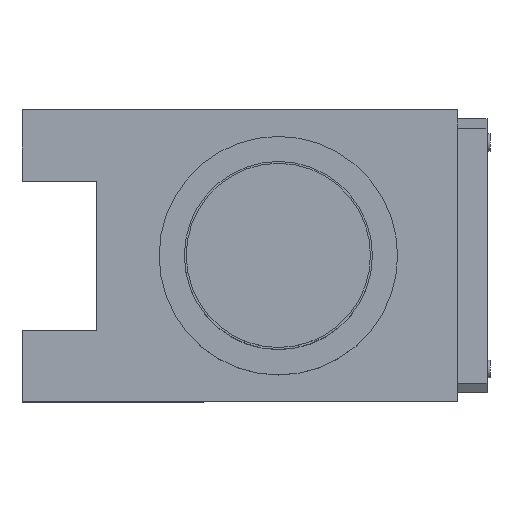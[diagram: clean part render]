
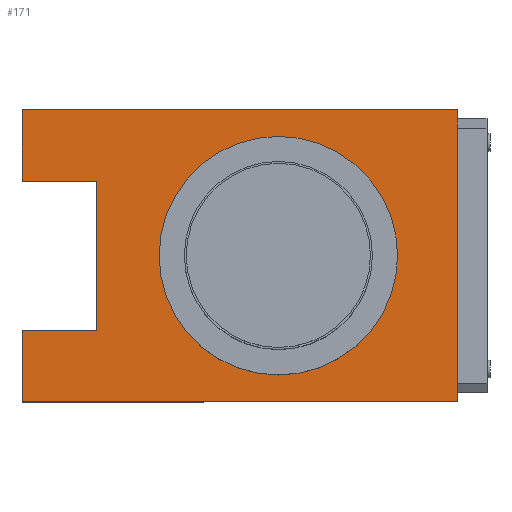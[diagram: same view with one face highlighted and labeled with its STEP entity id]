
A CAD part, top view. The second image highlights one B-rep face of the part: STEP entity #171.
In plain terms, the highlighted planar face has unit normal (0, 0, 1).
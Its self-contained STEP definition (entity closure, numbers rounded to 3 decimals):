
#82=LINE('',#824,#134);
#83=LINE('',#827,#135);
#84=LINE('',#829,#136);
#85=LINE('',#831,#137);
#86=LINE('',#833,#138);
#87=LINE('',#834,#139);
#88=LINE('',#836,#140);
#89=LINE('',#838,#141);
#90=LINE('',#840,#142);
#91=LINE('',#842,#143);
#134=VECTOR('',#664,1.);
#135=VECTOR('',#665,1.);
#136=VECTOR('',#666,1.);
#137=VECTOR('',#667,1.);
#138=VECTOR('',#668,1.);
#139=VECTOR('',#669,1.);
#140=VECTOR('',#670,1.);
#141=VECTOR('',#671,1.);
#142=VECTOR('',#672,1.);
#143=VECTOR('',#673,1.);
#171=ADVANCED_FACE('',(#229,#230),#203,.T.);
#203=PLANE('',#584);
#229=FACE_BOUND('',#255,.T.);
#230=FACE_BOUND('',#256,.T.);
#255=EDGE_LOOP('',(#318,#319,#320,#321,#322,#323,#324,#325,#326,#327));
#256=EDGE_LOOP('',(#328));
#318=ORIENTED_EDGE('',*,*,#489,.T.);
#319=ORIENTED_EDGE('',*,*,#490,.F.);
#320=ORIENTED_EDGE('',*,*,#491,.T.);
#321=ORIENTED_EDGE('',*,*,#492,.T.);
#322=ORIENTED_EDGE('',*,*,#493,.T.);
#323=ORIENTED_EDGE('',*,*,#494,.T.);
#324=ORIENTED_EDGE('',*,*,#495,.F.);
#325=ORIENTED_EDGE('',*,*,#496,.F.);
#326=ORIENTED_EDGE('',*,*,#497,.T.);
#327=ORIENTED_EDGE('',*,*,#498,.T.);
#328=ORIENTED_EDGE('',*,*,#499,.F.);
#440=VERTEX_POINT('',#820);
#441=VERTEX_POINT('',#825);
#442=VERTEX_POINT('',#826);
#443=VERTEX_POINT('',#828);
#444=VERTEX_POINT('',#830);
#445=VERTEX_POINT('',#832);
#446=VERTEX_POINT('',#835);
#447=VERTEX_POINT('',#837);
#448=VERTEX_POINT('',#839);
#449=VERTEX_POINT('',#841);
#450=VERTEX_POINT('',#844);
#489=EDGE_CURVE('',#441,#442,#82,.T.);
#490=EDGE_CURVE('',#443,#442,#83,.T.);
#491=EDGE_CURVE('',#443,#444,#84,.T.);
#492=EDGE_CURVE('',#444,#445,#85,.T.);
#493=EDGE_CURVE('',#445,#440,#86,.T.);
#494=EDGE_CURVE('',#440,#446,#87,.T.);
#495=EDGE_CURVE('',#447,#446,#88,.T.);
#496=EDGE_CURVE('',#448,#447,#89,.T.);
#497=EDGE_CURVE('',#448,#449,#90,.T.);
#498=EDGE_CURVE('',#449,#441,#91,.T.);
#499=EDGE_CURVE('',#450,#450,#533,.T.);
#533=CIRCLE('',#583,40.);
#583=AXIS2_PLACEMENT_3D('',#843,#674,#675);
#584=AXIS2_PLACEMENT_3D('',#845,#676,#677);
#664=DIRECTION('',(-1.,0.,0.));
#665=DIRECTION('',(0.,1.,0.));
#666=DIRECTION('',(1.,0.,0.));
#667=DIRECTION('',(0.,1.,0.));
#668=DIRECTION('',(0.,1.,0.));
#669=DIRECTION('',(0.,1.,0.));
#670=DIRECTION('',(1.,0.,0.));
#671=DIRECTION('',(0.,1.,0.));
#672=DIRECTION('',(1.,0.,0.));
#673=DIRECTION('',(0.,-1.,0.));
#674=DIRECTION('',(0.,0.,1.));
#675=DIRECTION('',(1.,0.,0.));
#676=DIRECTION('',(0.,0.,1.));
#677=DIRECTION('',(1.,0.,0.));
#820=CARTESIAN_POINT('',(60.,45.598,0.));
#824=CARTESIAN_POINT('',(-86.,-25.,0.));
#825=CARTESIAN_POINT('',(-61.,-25.,0.));
#826=CARTESIAN_POINT('',(-86.,-25.,0.));
#827=CARTESIAN_POINT('',(-86.,-49.,0.));
#828=CARTESIAN_POINT('',(-86.,-49.,0.));
#829=CARTESIAN_POINT('',(-86.,-49.,0.));
#830=CARTESIAN_POINT('',(60.,-49.,0.));
#831=CARTESIAN_POINT('',(60.,-49.,0.));
#832=CARTESIAN_POINT('',(60.,-45.598,0.));
#833=CARTESIAN_POINT('',(60.,-49.,0.));
#834=CARTESIAN_POINT('',(60.,-49.,0.));
#835=CARTESIAN_POINT('',(60.,49.,0.));
#836=CARTESIAN_POINT('',(-86.,49.,0.));
#837=CARTESIAN_POINT('',(-86.,49.,0.));
#838=CARTESIAN_POINT('',(-86.,-49.,0.));
#839=CARTESIAN_POINT('',(-86.,25.,0.));
#840=CARTESIAN_POINT('',(-86.,25.,0.));
#841=CARTESIAN_POINT('',(-61.,25.,0.));
#842=CARTESIAN_POINT('',(-61.,-49.,0.));
#843=CARTESIAN_POINT('',(0.,0.,0.));
#844=CARTESIAN_POINT('',(40.,0.,0.));
#845=CARTESIAN_POINT('',(-86.,-49.,0.));
